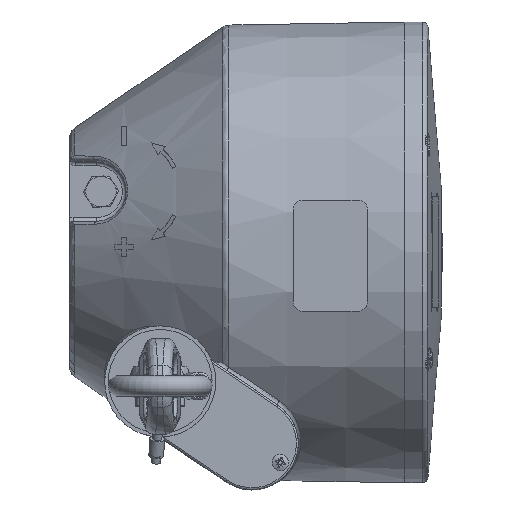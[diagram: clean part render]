
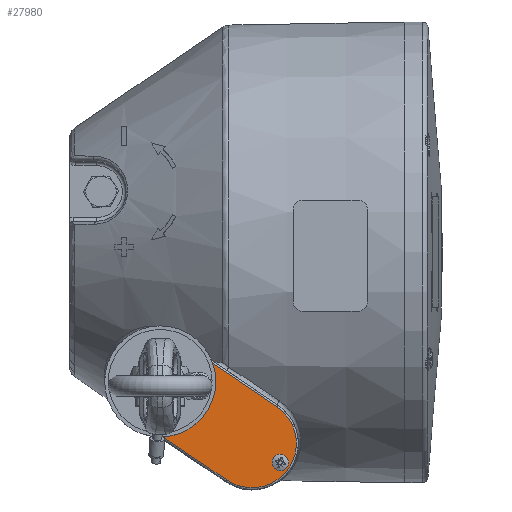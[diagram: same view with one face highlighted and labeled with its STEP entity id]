
A CAD part, top view. The second image highlights one B-rep face of the part: STEP entity #27980.
In plain terms, the highlighted planar face has unit normal (0, 0, 1).
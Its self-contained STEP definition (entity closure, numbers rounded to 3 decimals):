
#1404=LINE($,#51865,#3064);
#1405=LINE($,#51869,#3065);
#3064=VECTOR($,#33641,65.);
#3065=VECTOR($,#33646,65.);
#4558=PLANE($,#30003);
#5181=FACE_BOUND($,#8664,.T.);
#5182=FACE_BOUND($,#8665,.T.);
#5183=FACE_BOUND($,#8666,.T.);
#5184=FACE_BOUND($,#8667,.T.);
#8664=EDGE_LOOP($,(#20201));
#8665=EDGE_LOOP($,(#20202));
#8666=EDGE_LOOP($,(#20203));
#8667=EDGE_LOOP($,(#20204,#20205,#20206,#20207));
#10225=CIRCLE($,#29763,2.5);
#10331=CIRCLE($,#29990,4.45);
#10333=CIRCLE($,#29995,24.);
#10337=CIRCLE($,#30002,24.);
#10338=CIRCLE($,#30004,4.45);
#11790=VERTEX_POINT($,#50727);
#11957=VERTEX_POINT($,#51852);
#11958=VERTEX_POINT($,#51857);
#11959=VERTEX_POINT($,#51859);
#11960=VERTEX_POINT($,#51863);
#11961=VERTEX_POINT($,#51867);
#11962=VERTEX_POINT($,#51873);
#14732=EDGE_CURVE($,#11790,#11790,#10225,.T.);
#14989=EDGE_CURVE($,#11957,#11957,#10331,.T.);
#14991=EDGE_CURVE($,#11958,#11959,#10333,.T.);
#14994=EDGE_CURVE($,#11960,#11958,#1404,.T.);
#14996=EDGE_CURVE($,#11959,#11961,#1405,.T.);
#14997=EDGE_CURVE($,#11961,#11960,#10337,.T.);
#14998=EDGE_CURVE($,#11962,#11962,#10338,.T.);
#20201=ORIENTED_EDGE($,*,*,#14732,.F.);
#20202=ORIENTED_EDGE($,*,*,#14989,.T.);
#20203=ORIENTED_EDGE($,*,*,#14998,.T.);
#20204=ORIENTED_EDGE($,*,*,#14991,.F.);
#20205=ORIENTED_EDGE($,*,*,#14994,.F.);
#20206=ORIENTED_EDGE($,*,*,#14997,.F.);
#20207=ORIENTED_EDGE($,*,*,#14996,.F.);
#27980=ADVANCED_FACE($,(#5181,#5182,#5183,#5184),#4558,.T.);
#29763=AXIS2_PLACEMENT_3D($,#50728,#33083,#33084);
#29990=AXIS2_PLACEMENT_3D($,#51853,#33623,#33624);
#29995=AXIS2_PLACEMENT_3D($,#51860,#33633,#33634);
#30002=AXIS2_PLACEMENT_3D($,#51871,#33649,#33650);
#30003=AXIS2_PLACEMENT_3D($,#51872,#33651,#33652);
#30004=AXIS2_PLACEMENT_3D($,#51874,#33653,#33654);
#33083=DIRECTION('center_axis',(0.,0.,
1.));
#33084=DIRECTION('ref_axis',(0.,1.,0.));
#33623=DIRECTION('center_axis',(0.,0.,
-1.));
#33624=DIRECTION('ref_axis',(0.284,-0.959,0.));
#33633=DIRECTION('center_axis',(0.,0.,
-1.));
#33634=DIRECTION('ref_axis',(-0.829,0.559,0.));
#33641=DIRECTION($,(-0.829,0.559,0.));
#33646=DIRECTION($,(0.829,-0.559,0.));
#33649=DIRECTION('center_axis',(0.,0.,
-1.));
#33650=DIRECTION('ref_axis',(0.829,-0.559,0.));
#33651=DIRECTION('center_axis',(0.,0.,
1.));
#33652=DIRECTION('ref_axis',(0.559,0.829,0.));
#33653=DIRECTION('center_axis',(0.,0.,
-1.));
#33654=DIRECTION('ref_axis',(-0.31,-0.951,0.));
#50727=CARTESIAN_POINT('',(-40.328,-70.439,132.248));
#50728=CARTESIAN_POINT('Origin',(-40.328,-67.939,132.248));
#51852=CARTESIAN_POINT('',(-58.754,-58.925,132.248));
#51853=CARTESIAN_POINT('Origin',(-60.017,-54.658,132.248));
#51857=CARTESIAN_POINT('',(-58.101,-84.9,132.248));
#51859=CARTESIAN_POINT('',(-31.259,-45.106,132.248));
#51860=CARTESIAN_POINT('Origin',(-44.68,-65.003,132.248));
#51863=CARTESIAN_POINT('',(-4.213,-121.247,132.248));
#51865=CARTESIAN_POINT($,(-7.542,-119.002,132.248));
#51867=CARTESIAN_POINT('',(22.628,-81.453,132.248));
#51869=CARTESIAN_POINT($,(5.827,-70.121,132.248));
#51871=CARTESIAN_POINT('Origin',(9.207,-101.35,132.248));
#51872=CARTESIAN_POINT('Origin',(2.55,-96.86,132.248));
#51873=CARTESIAN_POINT('',(23.164,-115.926,132.248));
#51874=CARTESIAN_POINT('Origin',(24.545,-111.695,132.248));
